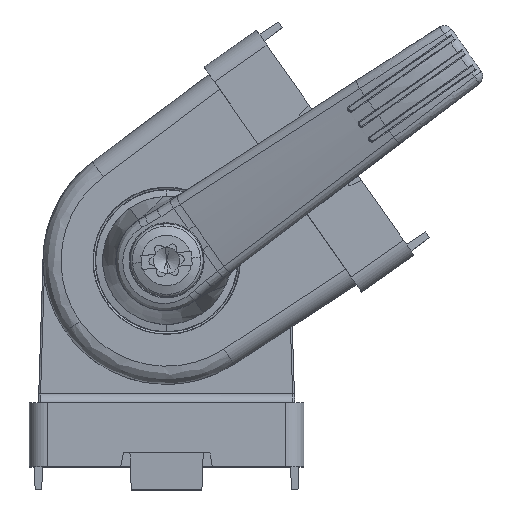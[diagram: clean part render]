
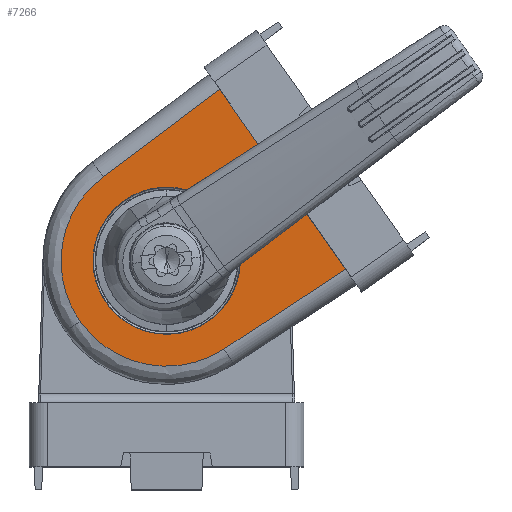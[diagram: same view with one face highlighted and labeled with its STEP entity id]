
A CAD part, top view. The second image highlights one B-rep face of the part: STEP entity #7266.
In plain terms, the highlighted planar face has unit normal (-0.014, -0.01, 1).
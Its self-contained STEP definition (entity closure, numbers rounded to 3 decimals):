
#797 = LINE ( 'NONE', #6495, #7315 ) ;
#837 = VERTEX_POINT ( 'NONE', #1815 ) ;
#939 = FACE_BOUND ( 'NONE', #15782, .T. ) ;
#1043 = EDGE_LOOP ( 'NONE', ( #14277, #9564, #10629, #4620, #5983 ) ) ;
#1592 = CARTESIAN_POINT ( 'NONE',  ( -2.634, 17.793, 13.87 ) ) ;
#1661 = EDGE_CURVE ( 'NONE', #5865, #5050, #8324, .T. ) ;
#1789 = CARTESIAN_POINT ( 'NONE',  ( -6.584, -4.61, 13.589 ) ) ;
#1815 = CARTESIAN_POINT ( 'NONE',  ( -6.921, 9.186, 13.722 ) ) ;
#3140 = CARTESIAN_POINT ( 'NONE',  ( -6.584, -4.61, 13.589 ) ) ;
#3336 = CARTESIAN_POINT ( 'NONE',  ( 0.767, -13.239, 13.608 ) ) ;
#3554 = VECTOR ( 'NONE', #11119, 1000. ) ;
#3685 = VERTEX_POINT ( 'NONE', #16352 ) ;
#3695 = AXIS2_PLACEMENT_3D ( 'NONE', #8243, #18331, #15434 ) ;
#3720 = CARTESIAN_POINT ( 'NONE',  ( 2.642, -17.787, 13.589 ) ) ;
#4620 = ORIENTED_EDGE ( 'NONE', *, *, #1661, .T. ) ;
#5050 = VERTEX_POINT ( 'NONE', #15838 ) ;
#5205 = CARTESIAN_POINT ( 'NONE',  ( 15.819, -8.561, 13.87 ) ) ;
#5218 = CARTESIAN_POINT ( 'NONE',  ( -9.449, -6.616, 13.528 ) ) ;
#5518 = EDGE_CURVE ( 'NONE', #17526, #7770, #16676, .T. ) ;
#5646 = ORIENTED_EDGE ( 'NONE', *, *, #5518, .F. ) ;
#5855 = ORIENTED_EDGE ( 'NONE', *, *, #13514, .F. ) ;
#5865 = VERTEX_POINT ( 'NONE', #8886 ) ;
#5983 = ORIENTED_EDGE ( 'NONE', *, *, #13588, .T. ) ;
#6332 = EDGE_CURVE ( 'NONE', #7775, #3685, #7112, .T. ) ;
#6495 = CARTESIAN_POINT ( 'NONE',  ( 18.861, -1.409, 13.985 ) ) ;
#6922 = FACE_OUTER_BOUND ( 'NONE', #1043, .T. ) ;
#7112 =( BOUNDED_CURVE ( )  B_SPLINE_CURVE ( 3, ( #10099, #17285, #3336, #17367 ),
 .UNSPECIFIED., .F., .T. ) 
 B_SPLINE_CURVE_WITH_KNOTS ( ( 4, 4 ),
 ( 0., 1.539 ),
 .UNSPECIFIED. ) 
 CURVE ( )  GEOMETRIC_REPRESENTATION_ITEM ( )  RATIONAL_B_SPLINE_CURVE ( ( 1., 0.812, 0.812, 1. ) ) 
 REPRESENTATION_ITEM ( '' )  );
#7266 = ADVANCED_FACE ( 'NONE', ( #939, #6922 ), #12633, .F. ) ;
#7315 = VECTOR ( 'NONE', #12205, 1000. ) ;
#7537 = CARTESIAN_POINT ( 'NONE',  ( -9.449, -6.616, 13.528 ) ) ;
#7770 = VERTEX_POINT ( 'NONE', #3140 ) ;
#7775 = VERTEX_POINT ( 'NONE', #7537 ) ;
#8008 = EDGE_CURVE ( 'NONE', #3685, #5865, #797, .T. ) ;
#8042 = CARTESIAN_POINT ( 'NONE',  ( -12.179, 5.249, 13.608 ) ) ;
#8243 = CARTESIAN_POINT ( 'NONE',  ( 4.093, 21.178, 14. ) ) ;
#8321 =( BOUNDED_CURVE ( )  B_SPLINE_CURVE ( 3, ( #15152, #8042, #13461, #5218 ),
 .UNSPECIFIED., .F., .F. ) 
 B_SPLINE_CURVE_WITH_KNOTS ( ( 4, 4 ),
 ( 4.744, 6.283 ),
 .UNSPECIFIED. ) 
 CURVE ( )  GEOMETRIC_REPRESENTATION_ITEM ( )  RATIONAL_B_SPLINE_CURVE ( ( 1., 0.812, 0.812, 1. ) ) 
 REPRESENTATION_ITEM ( '' )  );
#8324 = LINE ( 'NONE', #14034, #3554 ) ;
#8886 = CARTESIAN_POINT ( 'NONE',  ( 19.58, -0.939, 14. ) ) ;
#9159 = EDGE_CURVE ( 'NONE', #837, #7775, #8321, .T. ) ;
#9564 = ORIENTED_EDGE ( 'NONE', *, *, #6332, .T. ) ;
#10099 = CARTESIAN_POINT ( 'NONE',  ( -9.449, -6.616, 13.528 ) ) ;
#10300 = DIRECTION ( 'NONE',  ( -0.8, -0.599, -0.017 ) ) ;
#10480 = CARTESIAN_POINT ( 'NONE',  ( -15.811, 8.566, 13.589 ) ) ;
#10629 = ORIENTED_EDGE ( 'NONE', *, *, #8008, .T. ) ;
#11119 = DIRECTION ( 'NONE',  ( -0.574, 0.819, 0. ) ) ;
#11691 = CARTESIAN_POINT ( 'NONE',  ( 6.592, 4.616, 13.87 ) ) ;
#11694 = CARTESIAN_POINT ( 'NONE',  ( 5.89, 18.777, 14.002 ) ) ;
#11960 = CARTESIAN_POINT ( 'NONE',  ( -6.584, -4.61, 13.589 ) ) ;
#12205 = DIRECTION ( 'NONE',  ( 0.837, 0.547, 0.017 ) ) ;
#12633 = PLANE ( 'NONE',  #3695 ) ;
#13461 = CARTESIAN_POINT ( 'NONE',  ( -13.216, -1.236, 13.528 ) ) ;
#13514 = EDGE_CURVE ( 'NONE', #7770, #17526, #16359, .T. ) ;
#13588 = EDGE_CURVE ( 'NONE', #5050, #837, #18013, .T. ) ;
#14034 = CARTESIAN_POINT ( 'NONE',  ( 4.667, 20.359, 14. ) ) ;
#14277 = ORIENTED_EDGE ( 'NONE', *, *, #9159, .T. ) ;
#15152 = CARTESIAN_POINT ( 'NONE',  ( -6.921, 9.186, 13.722 ) ) ;
#15434 = DIRECTION ( 'NONE',  ( 0.819, 0.573, 0.017 ) ) ;
#15782 = EDGE_LOOP ( 'NONE', ( #5855, #5646 ) ) ;
#15838 = CARTESIAN_POINT ( 'NONE',  ( 5.814, 18.72, 14. ) ) ;
#16352 = CARTESIAN_POINT ( 'NONE',  ( 6.265, -9.645, 13.722 ) ) ;
#16359 =( BOUNDED_CURVE ( )  B_SPLINE_CURVE ( 3, ( #1789, #3720, #5205, #16630 ),
 .UNSPECIFIED., .F., .F. ) 
 B_SPLINE_CURVE_WITH_KNOTS ( ( 4, 4 ),
 ( 3.142, 6.283 ),
 .UNSPECIFIED. ) 
 CURVE ( )  GEOMETRIC_REPRESENTATION_ITEM ( )  RATIONAL_B_SPLINE_CURVE ( ( 1., 0.333, 0.333, 1. ) ) 
 REPRESENTATION_ITEM ( '' )  );
#16630 = CARTESIAN_POINT ( 'NONE',  ( 6.592, 4.616, 13.87 ) ) ;
#16666 = VECTOR ( 'NONE', #10300, 1000. ) ;
#16676 =( BOUNDED_CURVE ( )  B_SPLINE_CURVE ( 3, ( #11691, #1592, #10480, #11960 ),
 .UNSPECIFIED., .F., .F. ) 
 B_SPLINE_CURVE_WITH_KNOTS ( ( 4, 4 ),
 ( 0., 3.142 ),
 .UNSPECIFIED. ) 
 CURVE ( )  GEOMETRIC_REPRESENTATION_ITEM ( )  RATIONAL_B_SPLINE_CURVE ( ( 1., 0.333, 0.333, 1. ) ) 
 REPRESENTATION_ITEM ( '' )  );
#17285 = CARTESIAN_POINT ( 'NONE',  ( -5.682, -11.996, 13.528 ) ) ;
#17367 = CARTESIAN_POINT ( 'NONE',  ( 6.265, -9.645, 13.722 ) ) ;
#17526 = VERTEX_POINT ( 'NONE', #18421 ) ;
#18013 = LINE ( 'NONE', #11694, #16666 ) ;
#18331 = DIRECTION ( 'NONE',  ( 0.014, 0.01, -1. ) ) ;
#18421 = CARTESIAN_POINT ( 'NONE',  ( 6.592, 4.616, 13.87 ) ) ;
